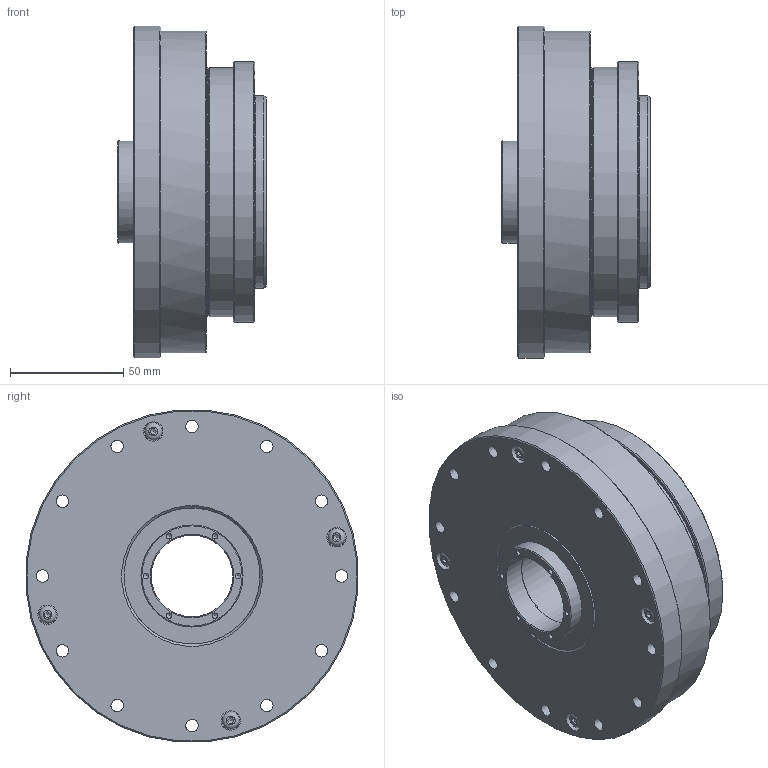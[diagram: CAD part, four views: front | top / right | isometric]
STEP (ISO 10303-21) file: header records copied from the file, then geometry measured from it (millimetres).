
FILE_DESCRIPTION(/* description */ (''),/* implementation_level */ '2;1');
FILE_NAME(/* name */ 'AK0003L1.stp',/* time_stamp */ '2018-10-29T14:45:19+08:00',/* author */ ('yin210'),/* organization */ (''),/* preprocessor_version */ 'ST-DEVELOPER v15.2',/* originating_system */ 'Autodesk Inventor 2014',/* authorisation */ '');
FILE_SCHEMA (('AUTOMOTIVE_DESIGN { 1 0 10303 214 3 1 1 }'));
Length unit declared in the file: centimetre
Products named in the file (1): AK0003L1
Bounding box: 65.5 x 146.44 x 146.44 mm (x, y, z)
Volume: 684004.4 mm3; surface area: 82303.9 mm2
Topology: 1 solids, 1 shells, 306 faces, 696 edges, 452 vertices
Faces by surface type: plane 110, cylinder 102, cone 85, torus 9
Full cylindrical faces by diameter (mm): 2.459 x12, 4.134 x16, 5.5 x44, 7 x4, 7.6 x4, 8 x4, 8.5 x4, 36 x2, 36.5 x1, 45 x2, 55 x1, 60 x1, 85 x1, 110 x2, 115 x1, 122 x1, 142 x1, 147 x1
Entity records: 7037 total; most frequent: DIRECTION 1234, CARTESIAN_POINT 1167, ORIENTED_EDGE 812, EDGE_LOOP 588, AXIS2_PLACEMENT_3D 569, EDGE_CURVE 406, VERTEX_POINT 358, FACE_BOUND 319
